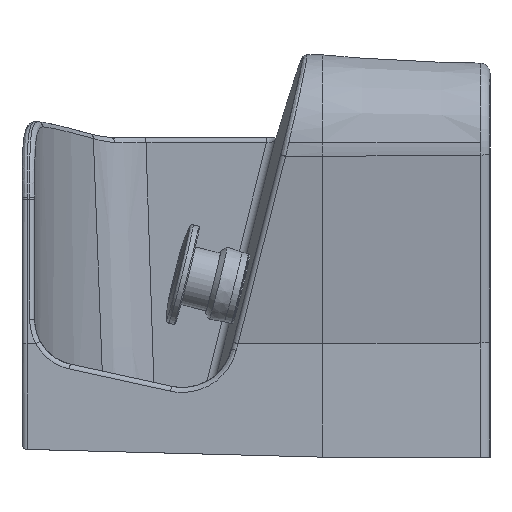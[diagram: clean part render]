
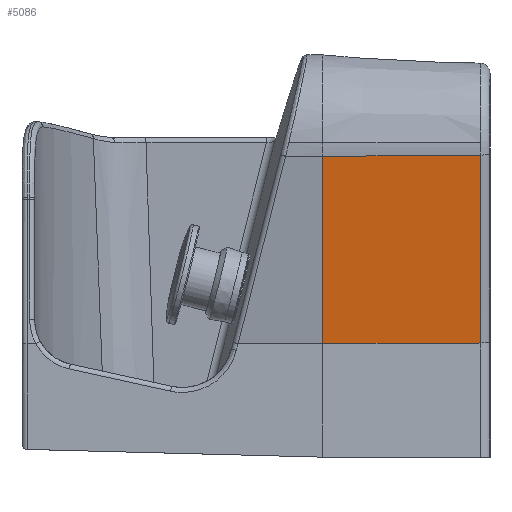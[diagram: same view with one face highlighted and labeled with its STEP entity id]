
A CAD part, left-side view. The second image highlights one B-rep face of the part: STEP entity #5086.
In plain terms, the highlighted planar face has unit normal (-0.986, -0.052, -0.156).
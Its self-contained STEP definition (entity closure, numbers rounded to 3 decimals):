
#5086=ADVANCED_FACE('',(#10662),#10663,.T.);
#10662=FACE_OUTER_BOUND('',#16706,.T.);
#10663=PLANE('',#16707);
#16706=EDGE_LOOP('',(#37985,#37986,#37987,#37988));
#16707=AXIS2_PLACEMENT_3D('',#37989,#37990,#37991);
#37985=ORIENTED_EDGE('',*,*,#45268,.F.);
#37986=ORIENTED_EDGE('',*,*,#48144,.F.);
#37987=ORIENTED_EDGE('',*,*,#48136,.T.);
#37988=ORIENTED_EDGE('',*,*,#48142,.F.);
#37989=CARTESIAN_POINT('',(12.339,66.3,43.894));
#37990=DIRECTION('',(-0.986,-0.052,-0.156));
#37991=DIRECTION('',(-0.156,0.0,0.988));
#45268=EDGE_CURVE('',#53330,#54244,#54245,.T.);
#48136=EDGE_CURVE('',#58519,#58520,#58521,.T.);
#48142=EDGE_CURVE('',#54244,#58520,#58527,.T.);
#48144=EDGE_CURVE('',#58519,#53330,#58529,.T.);
#53330=VERTEX_POINT('',#68864);
#54244=VERTEX_POINT('',#71024);
#54245=LINE('',#71025,#71026);
#58519=VERTEX_POINT('',#77419);
#58520=VERTEX_POINT('',#77420);
#58521=LINE('',#77421,#77422);
#58527=LINE('',#77463,#77464);
#58529=LINE('',#77466,#77467);
#68864=CARTESIAN_POINT('',(0.404,66.3,119.251));
#71024=CARTESIAN_POINT('',(3.639,3.791,119.764));
#71025=CARTESIAN_POINT('',(0.404,66.3,119.251));
#71026=VECTOR('',#87160,62.595);
#77419=CARTESIAN_POINT('',(12.164,66.3,45.0));
#77420=CARTESIAN_POINT('',(15.44,3.791,45.258));
#77421=CARTESIAN_POINT('',(12.164,66.3,45.0));
#77422=VECTOR('',#89616,62.596);
#77463=CARTESIAN_POINT('',(3.639,3.791,119.764));
#77464=VECTOR('',#89619,75.435);
#77466=CARTESIAN_POINT('',(12.164,66.3,45.0));
#77467=VECTOR('',#89620,75.177);
#87160=DIRECTION('',(0.052,-0.999,0.008));
#89616=DIRECTION('',(0.052,-0.999,0.004));
#89619=DIRECTION('',(0.156,0.0,-0.988));
#89620=DIRECTION('',(-0.156,0.0,0.988));
